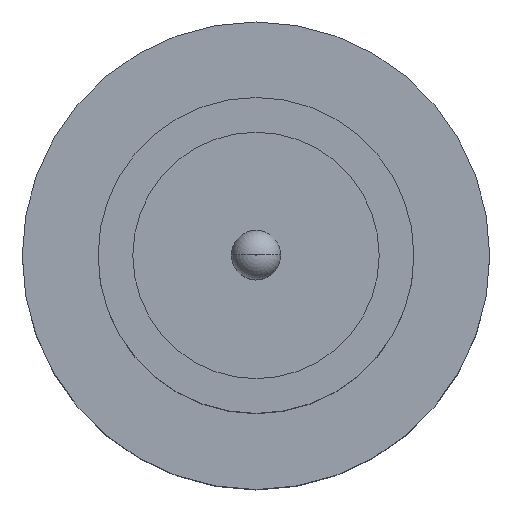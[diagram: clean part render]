
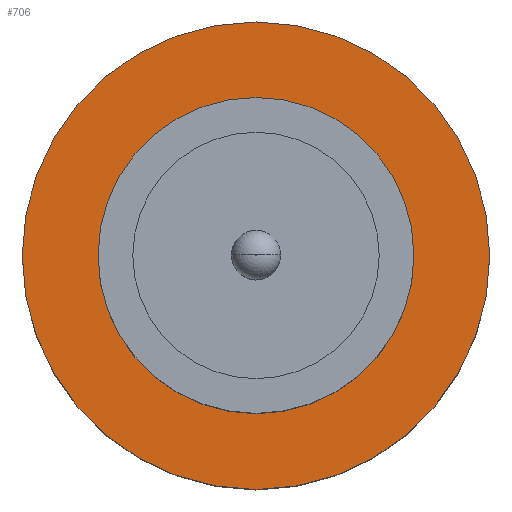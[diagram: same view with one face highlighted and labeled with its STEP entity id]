
A CAD part, top view. The second image highlights one B-rep face of the part: STEP entity #706.
In plain terms, the highlighted planar face has unit normal (0, 0, 1).
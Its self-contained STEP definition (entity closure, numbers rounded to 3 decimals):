
#10 = DIRECTION ( 'NONE',  ( 0., 0., 1. ) ) ;
#51 = EDGE_CURVE ( 'NONE', #125, #715, #709, .T. ) ;
#58 = EDGE_CURVE ( 'NONE', #715, #125, #732, .T. ) ;
#60 = FACE_OUTER_BOUND ( 'NONE', #229, .T. ) ;
#66 = EDGE_CURVE ( 'NONE', #327, #255, #766, .T. ) ;
#67 = DIRECTION ( 'NONE',  ( 1., 0., 0. ) ) ;
#68 = AXIS2_PLACEMENT_3D ( 'NONE', #287, #205, #412 ) ;
#71 = DIRECTION ( 'NONE',  ( 1., 0., 0. ) ) ;
#108 = AXIS2_PLACEMENT_3D ( 'NONE', #458, #10, #67 ) ;
#125 = VERTEX_POINT ( 'NONE', #356 ) ;
#205 = DIRECTION ( 'NONE',  ( 0., 0., 1. ) ) ;
#229 = EDGE_LOOP ( 'NONE', ( #738, #480 ) ) ;
#241 = DIRECTION ( 'NONE',  ( 1., 0., 0. ) ) ;
#245 = AXIS2_PLACEMENT_3D ( 'NONE', #393, #444, #257 ) ;
#255 = VERTEX_POINT ( 'NONE', #789 ) ;
#257 = DIRECTION ( 'NONE',  ( 1., 0., 0. ) ) ;
#287 = CARTESIAN_POINT ( 'NONE',  ( 0., 0., 1.55 ) ) ;
#327 = VERTEX_POINT ( 'NONE', #662 ) ;
#356 = CARTESIAN_POINT ( 'NONE',  ( -1.25, 0., 1.55 ) ) ;
#393 = CARTESIAN_POINT ( 'NONE',  ( 0., 0., 1.55 ) ) ;
#412 = DIRECTION ( 'NONE',  ( 1., 0., 0. ) ) ;
#433 = ORIENTED_EDGE ( 'NONE', *, *, #58, .F. ) ;
#444 = DIRECTION ( 'NONE',  ( 0., 0., 1. ) ) ;
#448 = DIRECTION ( 'NONE',  ( 0., 0., 1. ) ) ;
#458 = CARTESIAN_POINT ( 'NONE',  ( 0., 0., 1.55 ) ) ;
#475 = AXIS2_PLACEMENT_3D ( 'NONE', #634, #448, #71 ) ;
#480 = ORIENTED_EDGE ( 'NONE', *, *, #808, .T. ) ;
#500 = AXIS2_PLACEMENT_3D ( 'NONE', #566, #803, #241 ) ;
#566 = CARTESIAN_POINT ( 'NONE',  ( 0., 0., 1.55 ) ) ;
#634 = CARTESIAN_POINT ( 'NONE',  ( 0., 0., 1.55 ) ) ;
#662 = CARTESIAN_POINT ( 'NONE',  ( -1.85, 0., 1.55 ) ) ;
#675 = ORIENTED_EDGE ( 'NONE', *, *, #51, .F. ) ;
#687 = CARTESIAN_POINT ( 'NONE',  ( 1.25, 0., 1.55 ) ) ;
#706 = ADVANCED_FACE ( 'NONE', ( #720, #60 ), #772, .T. ) ;
#709 = CIRCLE ( 'NONE', #108, 1.25 ) ;
#715 = VERTEX_POINT ( 'NONE', #687 ) ;
#720 = FACE_BOUND ( 'NONE', #783, .T. ) ;
#732 = CIRCLE ( 'NONE', #475, 1.25 ) ;
#738 = ORIENTED_EDGE ( 'NONE', *, *, #66, .T. ) ;
#763 = CIRCLE ( 'NONE', #500, 1.85 ) ;
#766 = CIRCLE ( 'NONE', #245, 1.85 ) ;
#772 = PLANE ( 'NONE',  #68 ) ;
#783 = EDGE_LOOP ( 'NONE', ( #433, #675 ) ) ;
#789 = CARTESIAN_POINT ( 'NONE',  ( 1.85, 0., 1.55 ) ) ;
#803 = DIRECTION ( 'NONE',  ( 0., 0., 1. ) ) ;
#808 = EDGE_CURVE ( 'NONE', #255, #327, #763, .T. ) ;
